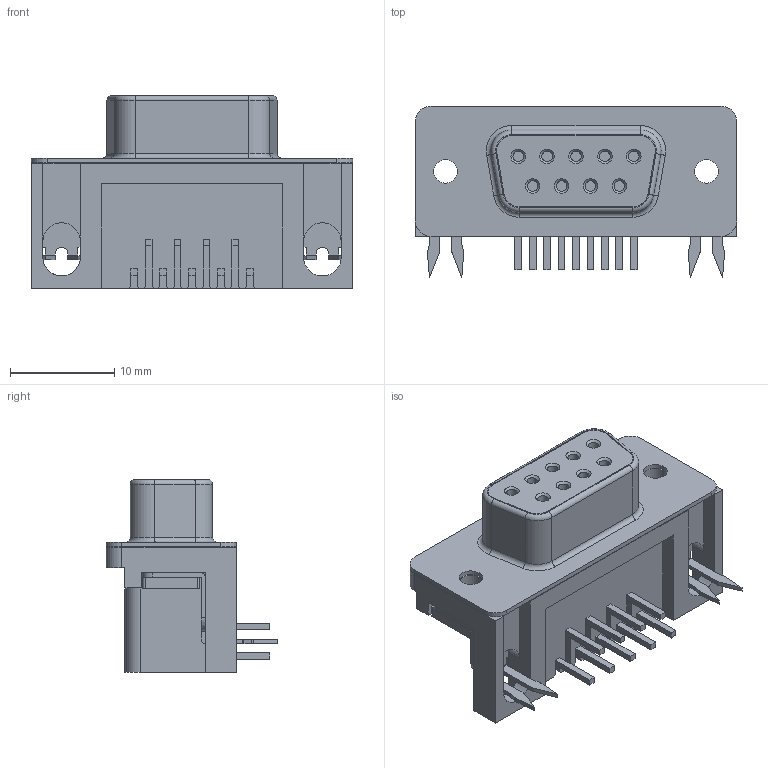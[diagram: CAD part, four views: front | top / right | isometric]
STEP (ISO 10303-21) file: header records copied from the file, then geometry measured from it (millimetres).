
FILE_DESCRIPTION((''),'2;1');
FILE_NAME('D-Sub 6180xx211821.stp','2014-03-05T15:22:25',('MHerrwerth'),(''),'Autodesk Inventor 2013','Autodesk Inventor 2013','');
FILE_SCHEMA(('AUTOMOTIVE_DESIGN { 1 0 10303 214 1 1 1 1 }'));
Length unit declared in the file: millimetre
Products named in the file (1): D-Sub 6180xx211821
Bounding box: 30.8 x 16.45 x 18.5 mm (x, y, z)
Volume: 3524.5 mm3; surface area: 4962.9 mm2
Topology: 7 solids, 7 shells, 330 faces, 909 edges, 592 vertices
Faces by surface type: plane 214, cylinder 99, cone 9, torus 8
Full cylindrical faces by diameter (mm): 1 x9, 2.27 x8
Entity records: 10560 total; most frequent: CARTESIAN_POINT 1788, DIRECTION 1748, ORIENTED_EDGE 1748, EDGE_CURVE 874, VECTOR 662, LINE 662, VERTEX_POINT 583, AXIS2_PLACEMENT_3D 543
